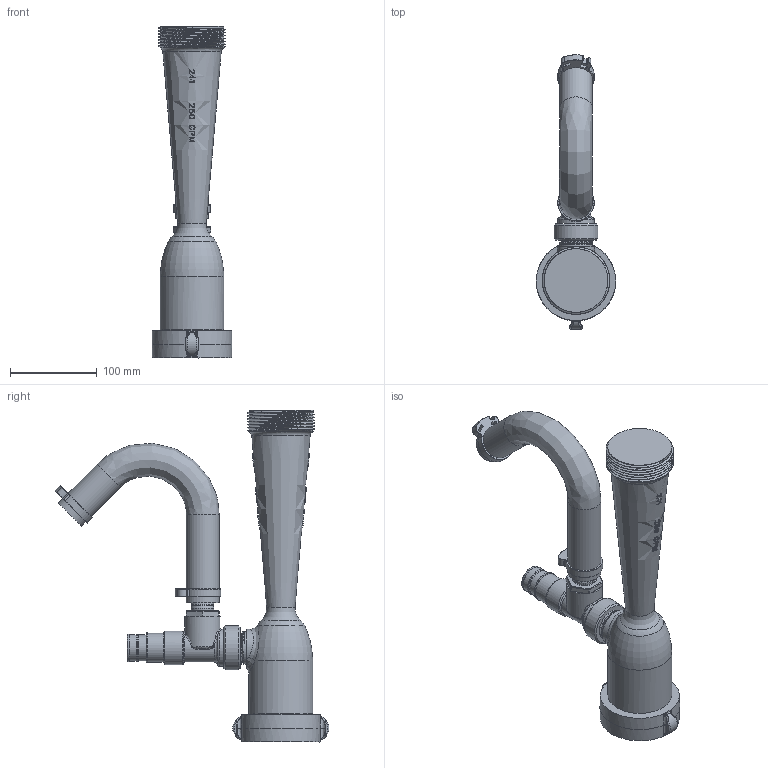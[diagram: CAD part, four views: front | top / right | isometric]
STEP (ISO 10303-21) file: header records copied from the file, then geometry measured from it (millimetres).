
FILE_DESCRIPTION (( 'STEP AP214' ), '1' );
FILE_NAME ('241-250.STEP', '2014-08-26T15:52:36', ( 'eb' ), ( '' ), 'SwSTEP 2.0', 'SolidWorks 2013', '' );
FILE_SCHEMA (( 'AUTOMOTIVE_DESIGN' ));
Length unit declared in the file: inch
Products named in the file (1): 241-250
Bounding box: 91.75 x 316.54 x 383.58 mm (x, y, z)
Volume: 1727826.5 mm3; surface area: 176829.9 mm2
Topology: 1 solids, 2 shells, 496 faces, 1220 edges, 757 vertices
Faces by surface type: plane 199, bspline 117, cylinder 89, torus 61, cone 22, sphere 8
Full cylindrical faces by diameter (mm): 23.673 x1, 26.187 x2, 30.165 x1, 30.48 x1, 31.75 x2, 33.338 x1, 34.925 x2, 37.897 x1, 38.1 x4, 38.481 x1, 41.275 x1, 42.875 x1, 50.8 x1, 59.385 x1, 73.812 x1, 80.975 x1
Entity records: 32309 total; most frequent: CARTESIAN_POINT 22347, ORIENTED_EDGE 2274, DIRECTION 1654, EDGE_CURVE 1137, VERTEX_POINT 735, AXIS2_PLACEMENT_3D 674, EDGE_LOOP 588, FACE_OUTER_BOUND 533
